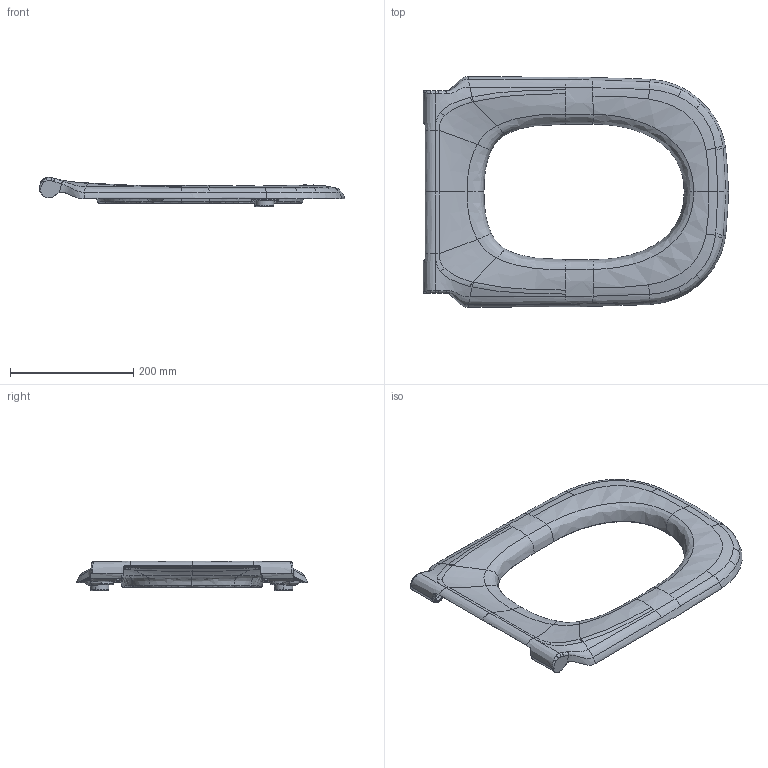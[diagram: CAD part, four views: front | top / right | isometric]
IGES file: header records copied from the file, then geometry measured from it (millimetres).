
Global section: file name: No Iges File Name specified; native system: Autodesk Inventor 2011; preprocessor: AutoDesk Inventor Iges Exporter R2011; author: Administrator; date: 20131025.115530; units: millimetre
Bounding box: 495.66 x 374.18 x 48.04 mm (x, y, z)
Volume: 739245.6 mm3; surface area: 309109.5 mm2
Topology: 5 solids, 5 shells, 824 faces, 2021 edges, 1223 vertices
Faces by surface type: bspline 720, plane 68, cylinder 28, torus 8
